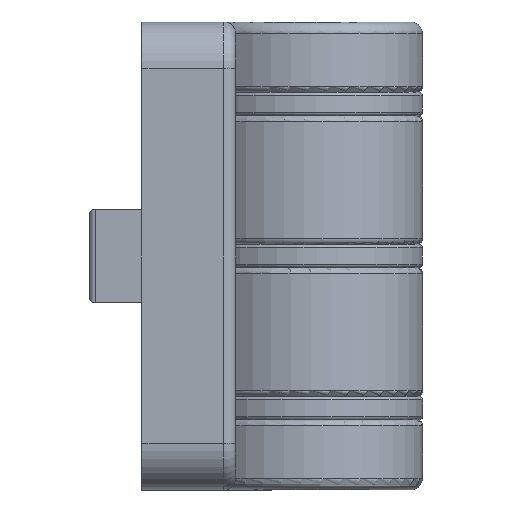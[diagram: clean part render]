
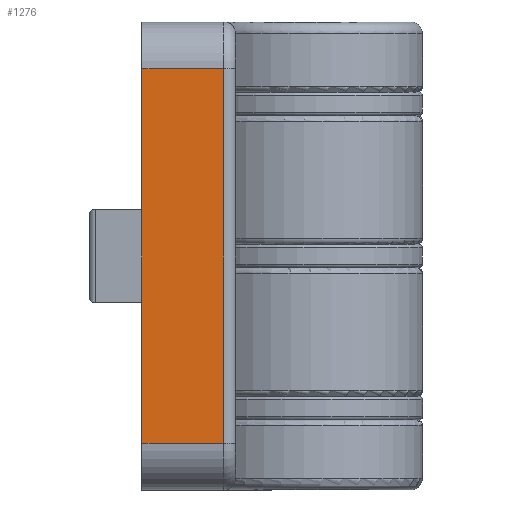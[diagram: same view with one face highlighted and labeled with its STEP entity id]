
A CAD part, left-side view. The second image highlights one B-rep face of the part: STEP entity #1276.
In plain terms, the highlighted planar face has unit normal (-1, 0, 0).
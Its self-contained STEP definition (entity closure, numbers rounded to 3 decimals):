
#160=PLANE('',#1473);
#216=FACE_OUTER_BOUND('',#296,.T.);
#296=EDGE_LOOP('',(#1050,#1051,#1052,#1053));
#411=LINE('',#2195,#519);
#423=LINE('',#2243,#531);
#424=LINE('',#2247,#532);
#425=LINE('',#2248,#533);
#519=VECTOR('',#1745,10.);
#531=VECTOR('',#1781,10.);
#532=VECTOR('',#1786,10.);
#533=VECTOR('',#1787,10.);
#629=VERTEX_POINT('',#2185);
#631=VERTEX_POINT('',#2191);
#642=VERTEX_POINT('',#2242);
#643=VERTEX_POINT('',#2246);
#774=EDGE_CURVE('',#629,#631,#411,.T.);
#793=EDGE_CURVE('',#631,#642,#423,.T.);
#795=EDGE_CURVE('',#643,#629,#424,.T.);
#796=EDGE_CURVE('',#642,#643,#425,.T.);
#1050=ORIENTED_EDGE('',*,*,#774,.F.);
#1051=ORIENTED_EDGE('',*,*,#795,.F.);
#1052=ORIENTED_EDGE('',*,*,#796,.F.);
#1053=ORIENTED_EDGE('',*,*,#793,.F.);
#1276=ADVANCED_FACE('',(#216),#160,.T.);
#1473=AXIS2_PLACEMENT_3D('',#2245,#1784,#1785);
#1745=DIRECTION('',(0.,0.,-1.));
#1781=DIRECTION('',(0.,1.,0.));
#1784=DIRECTION('center_axis',(-1.,0.,0.));
#1785=DIRECTION('ref_axis',(0.,0.,1.));
#1786=DIRECTION('',(0.,-1.,0.));
#1787=DIRECTION('',(0.,0.,1.));
#2185=CARTESIAN_POINT('',(-36.729,7.956,36.));
#2191=CARTESIAN_POINT('',(-36.729,7.956,4.));
#2195=CARTESIAN_POINT('',(-36.729,7.956,0.));
#2242=CARTESIAN_POINT('',(-36.729,14.956,4.));
#2243=CARTESIAN_POINT('',(-36.729,7.038,4.));
#2245=CARTESIAN_POINT('Origin',(-36.729,6.956,0.));
#2246=CARTESIAN_POINT('',(-36.729,14.956,36.));
#2247=CARTESIAN_POINT('',(-36.729,7.038,36.));
#2248=CARTESIAN_POINT('',(-36.729,14.956,0.));
